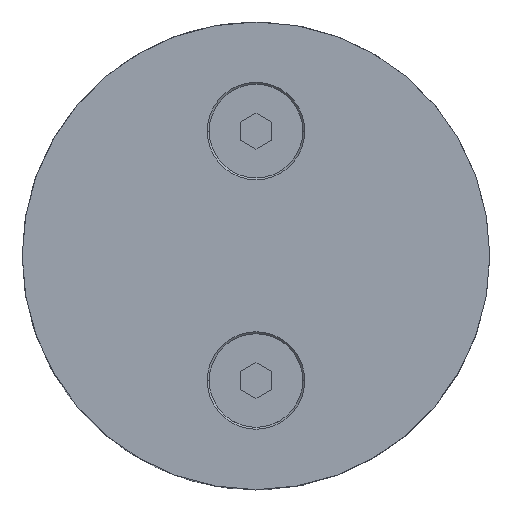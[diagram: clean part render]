
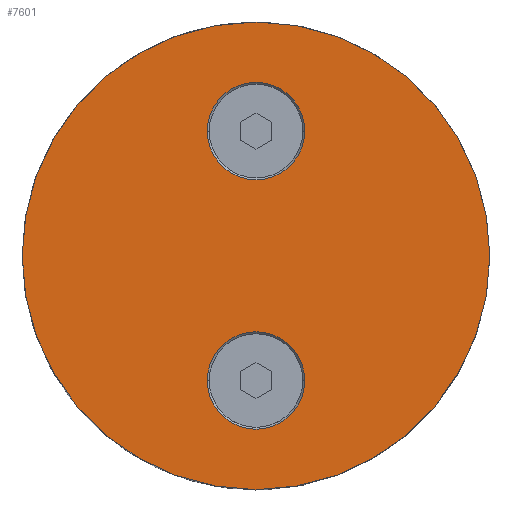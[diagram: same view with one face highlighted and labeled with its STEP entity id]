
A CAD part, top view. The second image highlights one B-rep face of the part: STEP entity #7601.
In plain terms, the highlighted face is planar.
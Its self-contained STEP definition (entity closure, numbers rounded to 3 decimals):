
#53 = DIRECTION ( 'NONE',  ( 1., 0., 0. ) ) ;
#92 = CARTESIAN_POINT ( 'NONE',  ( 0., 16., 0. ) ) ;
#111 = VERTEX_POINT ( 'NONE', #10737 ) ;
#318 = ORIENTED_EDGE ( 'NONE', *, *, #2245, .F. ) ;
#367 = EDGE_CURVE ( 'NONE', #6290, #8104, #11381, .T. ) ;
#453 = CARTESIAN_POINT ( 'NONE',  ( 0., 0., 0. ) ) ;
#619 = EDGE_LOOP ( 'NONE', ( #318, #5341 ) ) ;
#1048 = CARTESIAN_POINT ( 'NONE',  ( -30., 0., 0. ) ) ;
#1404 = AXIS2_PLACEMENT_3D ( 'NONE', #10854, #3584, #53 ) ;
#2013 = CIRCLE ( 'NONE', #4368, 6.25 ) ;
#2245 = EDGE_CURVE ( 'NONE', #111, #2492, #11589, .T. ) ;
#2426 = DIRECTION ( 'NONE',  ( 0., 0., 1. ) ) ;
#2492 = VERTEX_POINT ( 'NONE', #8113 ) ;
#2628 = CARTESIAN_POINT ( 'NONE',  ( 30., 0., 0. ) ) ;
#2769 = CARTESIAN_POINT ( 'NONE',  ( 0., -16., 0. ) ) ;
#3242 = ORIENTED_EDGE ( 'NONE', *, *, #3590, .F. ) ;
#3535 = CARTESIAN_POINT ( 'NONE',  ( -6.25, -16., 0. ) ) ;
#3538 = ORIENTED_EDGE ( 'NONE', *, *, #10792, .F. ) ;
#3584 = DIRECTION ( 'NONE',  ( 0., 0., 1. ) ) ;
#3590 = EDGE_CURVE ( 'NONE', #6198, #9264, #7174, .T. ) ;
#3645 = CIRCLE ( 'NONE', #7029, 6.25 ) ;
#3730 = DIRECTION ( 'NONE',  ( 0., 0., -1. ) ) ;
#4368 = AXIS2_PLACEMENT_3D ( 'NONE', #7379, #5551, #11077 ) ;
#5190 = DIRECTION ( 'NONE',  ( -1., 0., 0. ) ) ;
#5341 = ORIENTED_EDGE ( 'NONE', *, *, #10986, .F. ) ;
#5431 = CIRCLE ( 'NONE', #11451, 30. ) ;
#5457 = DIRECTION ( 'NONE',  ( 0., 0., -1. ) ) ;
#5551 = DIRECTION ( 'NONE',  ( 0., 0., -1. ) ) ;
#5990 = DIRECTION ( 'NONE',  ( 0., 0., -1. ) ) ;
#6052 = EDGE_CURVE ( 'NONE', #8104, #6290, #3645, .T. ) ;
#6198 = VERTEX_POINT ( 'NONE', #1048 ) ;
#6264 = AXIS2_PLACEMENT_3D ( 'NONE', #92, #3730, #10964 ) ;
#6290 = VERTEX_POINT ( 'NONE', #11345 ) ;
#6344 = FACE_BOUND ( 'NONE', #619, .T. ) ;
#6599 = AXIS2_PLACEMENT_3D ( 'NONE', #7706, #5990, #7745 ) ;
#6697 = AXIS2_PLACEMENT_3D ( 'NONE', #453, #10296, #6834 ) ;
#6834 = DIRECTION ( 'NONE',  ( -1., 0., 0. ) ) ;
#6895 = ORIENTED_EDGE ( 'NONE', *, *, #6052, .F. ) ;
#6950 = EDGE_LOOP ( 'NONE', ( #3242, #3538 ) ) ;
#7029 = AXIS2_PLACEMENT_3D ( 'NONE', #2769, #5457, #8274 ) ;
#7059 = CARTESIAN_POINT ( 'NONE',  ( 0., 0., 0. ) ) ;
#7174 = CIRCLE ( 'NONE', #6697, 30. ) ;
#7379 = CARTESIAN_POINT ( 'NONE',  ( 0., 16., 0. ) ) ;
#7601 = ADVANCED_FACE ( 'NONE', ( #10887, #10602, #6344 ), #9895, .F. ) ;
#7706 = CARTESIAN_POINT ( 'NONE',  ( 0., -16., 0. ) ) ;
#7745 = DIRECTION ( 'NONE',  ( -1., 0., 0. ) ) ;
#8104 = VERTEX_POINT ( 'NONE', #3535 ) ;
#8113 = CARTESIAN_POINT ( 'NONE',  ( 6.25, 16., 0. ) ) ;
#8274 = DIRECTION ( 'NONE',  ( -1., 0., 0. ) ) ;
#9042 = ORIENTED_EDGE ( 'NONE', *, *, #367, .F. ) ;
#9264 = VERTEX_POINT ( 'NONE', #2628 ) ;
#9895 = PLANE ( 'NONE',  #1404 ) ;
#10296 = DIRECTION ( 'NONE',  ( 0., 0., 1. ) ) ;
#10602 = FACE_BOUND ( 'NONE', #10739, .T. ) ;
#10737 = CARTESIAN_POINT ( 'NONE',  ( -6.25, 16., 0. ) ) ;
#10739 = EDGE_LOOP ( 'NONE', ( #6895, #9042 ) ) ;
#10792 = EDGE_CURVE ( 'NONE', #9264, #6198, #5431, .T. ) ;
#10854 = CARTESIAN_POINT ( 'NONE',  ( 0., 0., 0. ) ) ;
#10887 = FACE_OUTER_BOUND ( 'NONE', #6950, .T. ) ;
#10964 = DIRECTION ( 'NONE',  ( -1., 0., 0. ) ) ;
#10986 = EDGE_CURVE ( 'NONE', #2492, #111, #2013, .T. ) ;
#11077 = DIRECTION ( 'NONE',  ( -1., 0., 0. ) ) ;
#11345 = CARTESIAN_POINT ( 'NONE',  ( 6.25, -16., 0. ) ) ;
#11381 = CIRCLE ( 'NONE', #6599, 6.25 ) ;
#11451 = AXIS2_PLACEMENT_3D ( 'NONE', #7059, #2426, #5190 ) ;
#11589 = CIRCLE ( 'NONE', #6264, 6.25 ) ;
